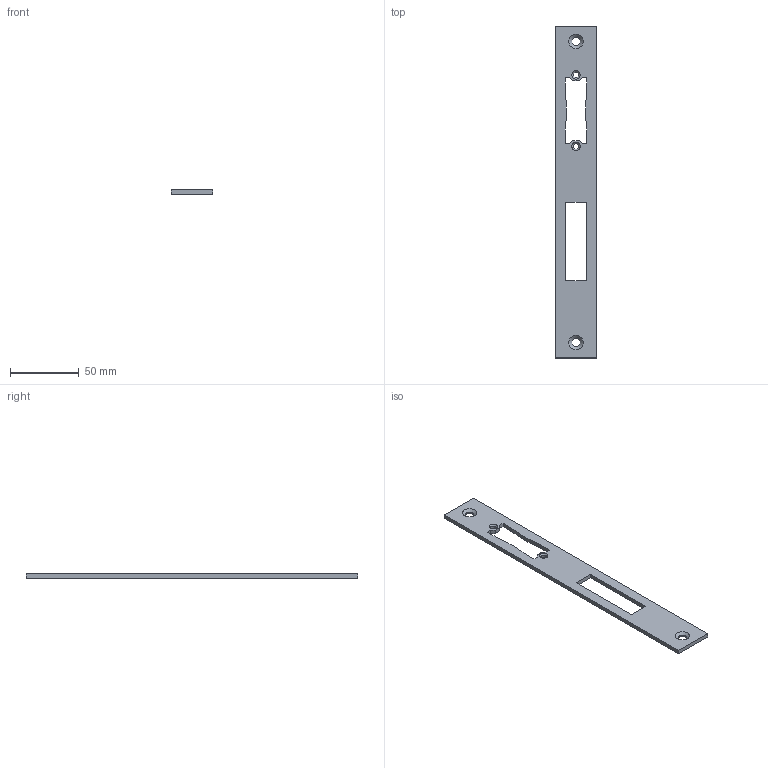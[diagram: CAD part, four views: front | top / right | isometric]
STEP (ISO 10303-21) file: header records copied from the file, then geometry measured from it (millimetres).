
FILE_DESCRIPTION (( 'STEP AP203' ), '1' );
FILE_NAME ('59190-240.step', '2020-02-04T14:24:02', ( '' ), ( '' ), 'SwSTEP 2.0', 'SolidWorks 2015', '' );
FILE_SCHEMA (( 'CONFIG_CONTROL_DESIGN' ));
Length unit declared in the file: millimetre
Products named in the file (2): 59190-240
Bounding box: 30 x 242 x 3 mm (x, y, z)
Volume: 16736.3 mm3; surface area: 13851.1 mm2
Topology: 1 solids, 1 shells, 252 faces, 675 edges, 450 vertices
Faces by surface type: plane 144, bspline 98, cylinder 6, cone 4
Full cylindrical faces by diameter (mm): 4.2 x2, 6.5 x2
Entity records: 13390 total; most frequent: CARTESIAN_POINT 7621, ORIENTED_EDGE 1326, DIRECTION 795, EDGE_CURVE 663, LINE 451, VECTOR 451, VERTEX_POINT 446, EDGE_LOOP 297
